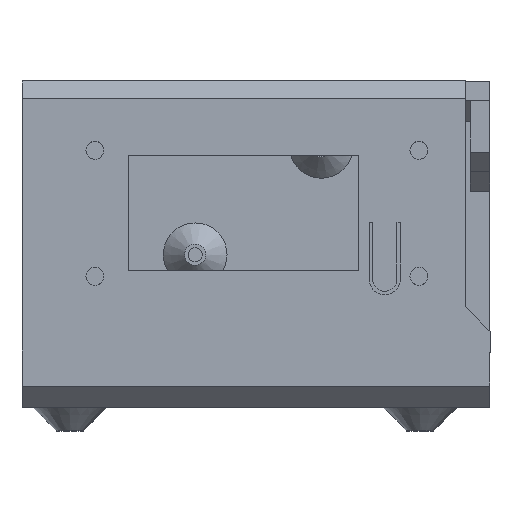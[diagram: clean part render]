
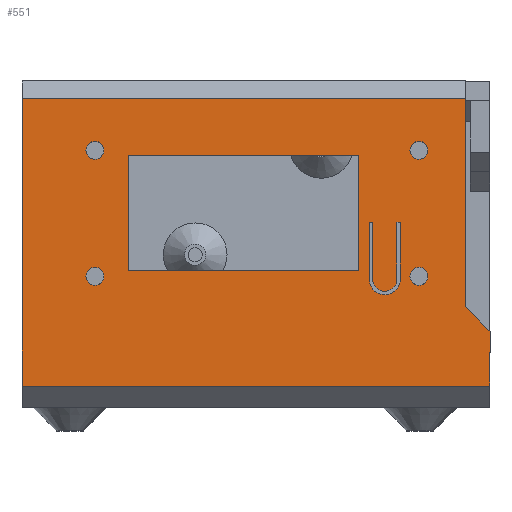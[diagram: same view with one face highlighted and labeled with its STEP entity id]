
A CAD part, top view. The second image highlights one B-rep face of the part: STEP entity #551.
In plain terms, the highlighted planar face has unit normal (0, 0, 1).
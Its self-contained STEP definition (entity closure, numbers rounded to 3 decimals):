
#290=CARTESIAN_POINT('',(-3.248,82.411,23.042));
#291=DIRECTION('',(0.,-0.,-1.));
#292=DIRECTION('',(0.,1.,-0.));
#293=AXIS2_PLACEMENT_3D('',#290,#291,#292);
#294=PLANE('',#293);
#295=CARTESIAN_POINT('',(24.254,110.603,23.042));
#296=VERTEX_POINT('',#295);
#297=CARTESIAN_POINT('',(22.984,111.873,23.042));
#298=VERTEX_POINT('',#297);
#299=CARTESIAN_POINT('',(22.984,110.603,23.042));
#300=DIRECTION('',(-0.,0.,1.));
#301=DIRECTION('',(0.,1.,-0.));
#302=AXIS2_PLACEMENT_3D('',#299,#300,#301);
#303=CIRCLE('',#302,1.27);
#304=EDGE_CURVE('',#296,#298,#303,.T.);
#305=ORIENTED_EDGE('',*,*,#304,.F.);
#306=CARTESIAN_POINT('',(22.984,110.603,23.042));
#307=DIRECTION('',(-0.,0.,1.));
#308=DIRECTION('',(0.,1.,-0.));
#309=AXIS2_PLACEMENT_3D('',#306,#307,#308);
#310=CIRCLE('',#309,1.27);
#311=EDGE_CURVE('',#298,#296,#310,.T.);
#312=ORIENTED_EDGE('',*,*,#311,.F.);
#313=EDGE_LOOP('',(#305,#312));
#314=FACE_BOUND('',#313,.T.);
#315=CARTESIAN_POINT('',(-17.998,93.585,23.042));
#316=VERTEX_POINT('',#315);
#317=CARTESIAN_POINT('',(-17.998,109.841,23.042));
#318=VERTEX_POINT('',#317);
#319=CARTESIAN_POINT('',(-17.998,93.585,23.042));
#320=DIRECTION('',(0.,1.,-0.));
#321=VECTOR('',#320,16.256);
#322=LINE('',#319,#321);
#323=EDGE_CURVE('',#316,#318,#322,.T.);
#324=ORIENTED_EDGE('',*,*,#323,.T.);
#325=CARTESIAN_POINT('',(14.514,109.841,23.042));
#326=VERTEX_POINT('',#325);
#327=CARTESIAN_POINT('',(-17.998,109.841,23.042));
#328=DIRECTION('',(1.,0.,-0.));
#329=VECTOR('',#328,32.512);
#330=LINE('',#327,#329);
#331=EDGE_CURVE('',#318,#326,#330,.T.);
#332=ORIENTED_EDGE('',*,*,#331,.T.);
#333=CARTESIAN_POINT('',(14.514,93.585,23.042));
#334=VERTEX_POINT('',#333);
#335=CARTESIAN_POINT('',(14.514,109.841,23.042));
#336=DIRECTION('',(0.,-1.,0.));
#337=VECTOR('',#336,16.256);
#338=LINE('',#335,#337);
#339=EDGE_CURVE('',#326,#334,#338,.T.);
#340=ORIENTED_EDGE('',*,*,#339,.T.);
#341=CARTESIAN_POINT('',(14.514,93.585,23.042));
#342=DIRECTION('',(-1.,0.,0.));
#343=VECTOR('',#342,32.512);
#344=LINE('',#341,#343);
#345=EDGE_CURVE('',#334,#316,#344,.T.);
#346=ORIENTED_EDGE('',*,*,#345,.T.);
#347=EDGE_LOOP('',(#324,#332,#340,#346));
#348=FACE_BOUND('',#347,.T.);
#349=CARTESIAN_POINT('',(15.958,100.417,23.042));
#350=VERTEX_POINT('',#349);
#351=CARTESIAN_POINT('',(16.458,100.417,23.042));
#352=VERTEX_POINT('',#351);
#353=CARTESIAN_POINT('',(15.958,100.417,23.042));
#354=DIRECTION('',(1.,0.,-0.));
#355=VECTOR('',#354,0.5);
#356=LINE('',#353,#355);
#357=EDGE_CURVE('',#350,#352,#356,.T.);
#358=ORIENTED_EDGE('',*,*,#357,.T.);
#359=CARTESIAN_POINT('',(16.458,92.417,23.042));
#360=VERTEX_POINT('',#359);
#361=CARTESIAN_POINT('',(16.458,100.417,23.042));
#362=DIRECTION('',(0.,-1.,0.));
#363=VECTOR('',#362,8.);
#364=LINE('',#361,#363);
#365=EDGE_CURVE('',#352,#360,#364,.T.);
#366=ORIENTED_EDGE('',*,*,#365,.T.);
#367=CARTESIAN_POINT('',(19.858,92.417,23.042));
#368=VERTEX_POINT('',#367);
#369=CARTESIAN_POINT('',(18.158,92.417,23.042));
#370=DIRECTION('',(-0.,0.,1.));
#371=DIRECTION('',(0.,1.,-0.));
#372=AXIS2_PLACEMENT_3D('',#369,#370,#371);
#373=CIRCLE('',#372,1.7);
#374=EDGE_CURVE('',#360,#368,#373,.T.);
#375=ORIENTED_EDGE('',*,*,#374,.T.);
#376=CARTESIAN_POINT('',(19.858,100.417,23.042));
#377=VERTEX_POINT('',#376);
#378=CARTESIAN_POINT('',(19.858,92.417,23.042));
#379=DIRECTION('',(0.,1.,-0.));
#380=VECTOR('',#379,8.);
#381=LINE('',#378,#380);
#382=EDGE_CURVE('',#368,#377,#381,.T.);
#383=ORIENTED_EDGE('',*,*,#382,.T.);
#384=CARTESIAN_POINT('',(20.358,100.417,23.042));
#385=VERTEX_POINT('',#384);
#386=CARTESIAN_POINT('',(19.858,100.417,23.042));
#387=DIRECTION('',(1.,0.,-0.));
#388=VECTOR('',#387,0.5);
#389=LINE('',#386,#388);
#390=EDGE_CURVE('',#377,#385,#389,.T.);
#391=ORIENTED_EDGE('',*,*,#390,.T.);
#392=CARTESIAN_POINT('',(20.358,92.417,23.042));
#393=VERTEX_POINT('',#392);
#394=CARTESIAN_POINT('',(20.358,100.417,23.042));
#395=DIRECTION('',(0.,-1.,0.));
#396=VECTOR('',#395,8.);
#397=LINE('',#394,#396);
#398=EDGE_CURVE('',#385,#393,#397,.T.);
#399=ORIENTED_EDGE('',*,*,#398,.T.);
#400=CARTESIAN_POINT('',(15.958,92.417,23.042));
#401=VERTEX_POINT('',#400);
#402=CARTESIAN_POINT('',(18.158,92.417,23.042));
#403=DIRECTION('',(-0.,0.,1.));
#404=DIRECTION('',(0.,1.,-0.));
#405=AXIS2_PLACEMENT_3D('',#402,#403,#404);
#406=CIRCLE('',#405,2.2);
#407=EDGE_CURVE('',#401,#393,#406,.T.);
#408=ORIENTED_EDGE('',*,*,#407,.F.);
#409=CARTESIAN_POINT('',(15.958,92.417,23.042));
#410=DIRECTION('',(0.,1.,-0.));
#411=VECTOR('',#410,8.);
#412=LINE('',#409,#411);
#413=EDGE_CURVE('',#401,#350,#412,.T.);
#414=ORIENTED_EDGE('',*,*,#413,.T.);
#415=EDGE_LOOP('',(#358,#366,#375,#383,#391,#399,#408,#414));
#416=FACE_BOUND('',#415,.T.);
#417=CARTESIAN_POINT('',(24.254,92.823,23.042));
#418=VERTEX_POINT('',#417);
#419=CARTESIAN_POINT('',(22.984,94.093,23.042));
#420=VERTEX_POINT('',#419);
#421=CARTESIAN_POINT('',(22.984,92.823,23.042));
#422=DIRECTION('',(-0.,0.,1.));
#423=DIRECTION('',(0.,1.,-0.));
#424=AXIS2_PLACEMENT_3D('',#421,#422,#423);
#425=CIRCLE('',#424,1.27);
#426=EDGE_CURVE('',#418,#420,#425,.T.);
#427=ORIENTED_EDGE('',*,*,#426,.F.);
#428=CARTESIAN_POINT('',(22.984,92.823,23.042));
#429=DIRECTION('',(-0.,0.,1.));
#430=DIRECTION('',(0.,1.,-0.));
#431=AXIS2_PLACEMENT_3D('',#428,#429,#430);
#432=CIRCLE('',#431,1.27);
#433=EDGE_CURVE('',#420,#418,#432,.T.);
#434=ORIENTED_EDGE('',*,*,#433,.F.);
#435=EDGE_LOOP('',(#427,#434));
#436=FACE_BOUND('',#435,.T.);
#437=CARTESIAN_POINT('',(-21.466,110.603,23.042));
#438=VERTEX_POINT('',#437);
#439=CARTESIAN_POINT('',(-22.736,111.873,23.042));
#440=VERTEX_POINT('',#439);
#441=CARTESIAN_POINT('',(-22.736,110.603,23.042));
#442=DIRECTION('',(-0.,0.,1.));
#443=DIRECTION('',(0.,1.,-0.));
#444=AXIS2_PLACEMENT_3D('',#441,#442,#443);
#445=CIRCLE('',#444,1.27);
#446=EDGE_CURVE('',#438,#440,#445,.T.);
#447=ORIENTED_EDGE('',*,*,#446,.F.);
#448=CARTESIAN_POINT('',(-22.736,110.603,23.042));
#449=DIRECTION('',(-0.,0.,1.));
#450=DIRECTION('',(0.,1.,-0.));
#451=AXIS2_PLACEMENT_3D('',#448,#449,#450);
#452=CIRCLE('',#451,1.27);
#453=EDGE_CURVE('',#440,#438,#452,.T.);
#454=ORIENTED_EDGE('',*,*,#453,.F.);
#455=EDGE_LOOP('',(#447,#454));
#456=FACE_BOUND('',#455,.T.);
#457=CARTESIAN_POINT('',(-21.466,92.823,23.042));
#458=VERTEX_POINT('',#457);
#459=CARTESIAN_POINT('',(-22.736,94.093,23.042));
#460=VERTEX_POINT('',#459);
#461=CARTESIAN_POINT('',(-22.736,92.823,23.042));
#462=DIRECTION('',(-0.,0.,1.));
#463=DIRECTION('',(0.,1.,-0.));
#464=AXIS2_PLACEMENT_3D('',#461,#462,#463);
#465=CIRCLE('',#464,1.27);
#466=EDGE_CURVE('',#458,#460,#465,.T.);
#467=ORIENTED_EDGE('',*,*,#466,.F.);
#468=CARTESIAN_POINT('',(-22.736,92.823,23.042));
#469=DIRECTION('',(-0.,0.,1.));
#470=DIRECTION('',(0.,1.,-0.));
#471=AXIS2_PLACEMENT_3D('',#468,#469,#470);
#472=CIRCLE('',#471,1.27);
#473=EDGE_CURVE('',#460,#458,#472,.T.);
#474=ORIENTED_EDGE('',*,*,#473,.F.);
#475=EDGE_LOOP('',(#467,#474));
#476=FACE_BOUND('',#475,.T.);
#477=CARTESIAN_POINT('',(29.562,117.89,23.042));
#478=VERTEX_POINT('',#477);
#479=CARTESIAN_POINT('',(29.562,88.527,23.042));
#480=VERTEX_POINT('',#479);
#481=CARTESIAN_POINT('',(29.562,117.89,23.042));
#482=DIRECTION('',(0.,-1.,0.));
#483=VECTOR('',#482,29.364);
#484=LINE('',#481,#483);
#485=EDGE_CURVE('',#478,#480,#484,.T.);
#486=ORIENTED_EDGE('',*,*,#485,.F.);
#487=CARTESIAN_POINT('',(29.561,117.912,23.042));
#488=VERTEX_POINT('',#487);
#489=CARTESIAN_POINT('',(29.562,117.89,23.042));
#490=DIRECTION('',(-0.043,0.999,-0.));
#491=VECTOR('',#490,0.021);
#492=LINE('',#489,#491);
#493=EDGE_CURVE('',#478,#488,#492,.T.);
#494=ORIENTED_EDGE('',*,*,#493,.T.);
#495=CARTESIAN_POINT('',(-33.024,117.912,23.042));
#496=VERTEX_POINT('',#495);
#497=CARTESIAN_POINT('',(29.561,117.912,23.042));
#498=DIRECTION('',(-1.,0.,0.));
#499=VECTOR('',#498,62.585);
#500=LINE('',#497,#499);
#501=EDGE_CURVE('',#488,#496,#500,.T.);
#502=ORIENTED_EDGE('',*,*,#501,.T.);
#503=CARTESIAN_POINT('',(-33.024,77.338,23.042));
#504=VERTEX_POINT('',#503);
#505=CARTESIAN_POINT('',(-33.024,117.912,23.042));
#506=DIRECTION('',(0.,-1.,0.));
#507=VECTOR('',#506,40.574);
#508=LINE('',#505,#507);
#509=EDGE_CURVE('',#496,#504,#508,.T.);
#510=ORIENTED_EDGE('',*,*,#509,.T.);
#511=CARTESIAN_POINT('',(32.976,77.338,23.042));
#512=VERTEX_POINT('',#511);
#513=CARTESIAN_POINT('',(-33.024,77.338,23.042));
#514=DIRECTION('',(1.,0.,-0.));
#515=VECTOR('',#514,66.);
#516=LINE('',#513,#515);
#517=EDGE_CURVE('',#504,#512,#516,.T.);
#518=ORIENTED_EDGE('',*,*,#517,.T.);
#519=CARTESIAN_POINT('',(32.976,82.088,23.042));
#520=VERTEX_POINT('',#519);
#521=CARTESIAN_POINT('',(32.976,77.338,23.042));
#522=DIRECTION('',(0.,1.,-0.));
#523=VECTOR('',#522,4.75);
#524=LINE('',#521,#523);
#525=EDGE_CURVE('',#512,#520,#524,.T.);
#526=ORIENTED_EDGE('',*,*,#525,.T.);
#527=CARTESIAN_POINT('',(33.002,82.088,23.042));
#528=VERTEX_POINT('',#527);
#529=CARTESIAN_POINT('',(33.002,82.088,23.042));
#530=DIRECTION('',(-1.,0.,0.));
#531=VECTOR('',#530,0.026);
#532=LINE('',#529,#531);
#533=EDGE_CURVE('',#528,#520,#532,.T.);
#534=ORIENTED_EDGE('',*,*,#533,.F.);
#535=CARTESIAN_POINT('',(33.002,85.087,23.042));
#536=VERTEX_POINT('',#535);
#537=CARTESIAN_POINT('',(33.002,85.087,23.042));
#538=DIRECTION('',(0.,-1.,0.));
#539=VECTOR('',#538,2.999);
#540=LINE('',#537,#539);
#541=EDGE_CURVE('',#536,#528,#540,.T.);
#542=ORIENTED_EDGE('',*,*,#541,.F.);
#543=CARTESIAN_POINT('',(33.002,85.087,23.042));
#544=DIRECTION('',(-0.707,0.707,-0.));
#545=VECTOR('',#544,4.865);
#546=LINE('',#543,#545);
#547=EDGE_CURVE('',#536,#480,#546,.T.);
#548=ORIENTED_EDGE('',*,*,#547,.T.);
#549=EDGE_LOOP('',(#486,#494,#502,#510,#518,#526,#534,#542,#548));
#550=FACE_BOUND('',#549,.T.);
#551=ADVANCED_FACE('',(#314,#348,#416,#436,#456,#476,#550),#294,.F.);
